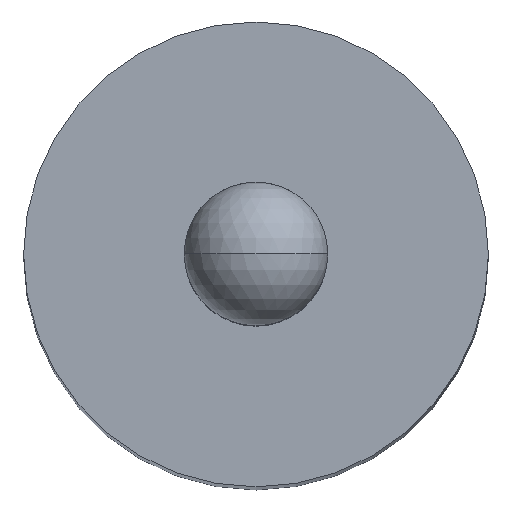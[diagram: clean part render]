
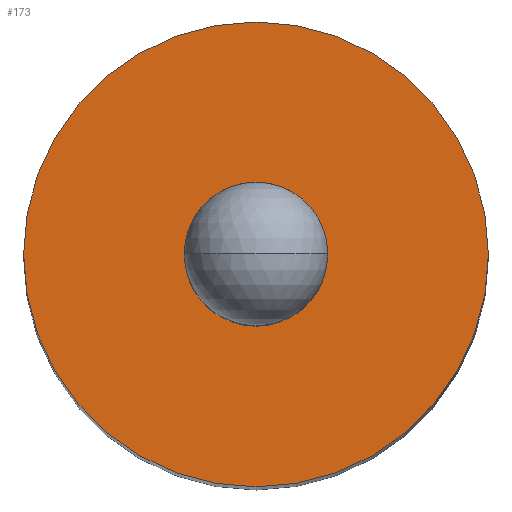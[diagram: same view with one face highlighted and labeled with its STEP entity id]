
A CAD part, top view. The second image highlights one B-rep face of the part: STEP entity #173.
In plain terms, the highlighted planar face has unit normal (0, 0, 1).
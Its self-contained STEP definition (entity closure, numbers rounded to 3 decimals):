
#22 = EDGE_CURVE ( 'NONE', #410, #189, #111, .T. ) ;
#40 = EDGE_CURVE ( 'NONE', #294, #106, #210, .T. ) ;
#62 = AXIS2_PLACEMENT_3D ( 'NONE', #387, #346, #421 ) ;
#66 = EDGE_LOOP ( 'NONE', ( #372, #296 ) ) ;
#84 = DIRECTION ( 'NONE',  ( 0., 0., -1. ) ) ;
#101 = EDGE_CURVE ( 'NONE', #106, #294, #297, .T. ) ;
#106 = VERTEX_POINT ( 'NONE', #308 ) ;
#111 = CIRCLE ( 'NONE', #134, 0.19 ) ;
#123 = FACE_BOUND ( 'NONE', #211, .T. ) ;
#134 = AXIS2_PLACEMENT_3D ( 'NONE', #217, #218, #373 ) ;
#160 = CARTESIAN_POINT ( 'NONE',  ( 0.19, 0., -0.97 ) ) ;
#173 = ADVANCED_FACE ( 'NONE', ( #123, #272 ), #392, .F. ) ;
#176 = ORIENTED_EDGE ( 'NONE', *, *, #314, .T. ) ;
#180 = DIRECTION ( 'NONE',  ( -1., 0., 0. ) ) ;
#186 = DIRECTION ( 'NONE',  ( 0., 0., -1. ) ) ;
#189 = VERTEX_POINT ( 'NONE', #279 ) ;
#197 = DIRECTION ( 'NONE',  ( -1., 0., 0. ) ) ;
#203 = CARTESIAN_POINT ( 'NONE',  ( 0., 0., -0.97 ) ) ;
#210 = CIRCLE ( 'NONE', #304, 0.615 ) ;
#211 = EDGE_LOOP ( 'NONE', ( #176, #394 ) ) ;
#217 = CARTESIAN_POINT ( 'NONE',  ( 0., 0., -0.97 ) ) ;
#218 = DIRECTION ( 'NONE',  ( 0., 0., -1. ) ) ;
#272 = FACE_OUTER_BOUND ( 'NONE', #66, .T. ) ;
#276 = CARTESIAN_POINT ( 'NONE',  ( -0.615, 0., -0.97 ) ) ;
#277 = CARTESIAN_POINT ( 'NONE',  ( 0., 0., -0.97 ) ) ;
#279 = CARTESIAN_POINT ( 'NONE',  ( -0.19, 0., -0.97 ) ) ;
#294 = VERTEX_POINT ( 'NONE', #276 ) ;
#296 = ORIENTED_EDGE ( 'NONE', *, *, #101, .F. ) ;
#297 = CIRCLE ( 'NONE', #386, 0.615 ) ;
#304 = AXIS2_PLACEMENT_3D ( 'NONE', #371, #186, #180 ) ;
#308 = CARTESIAN_POINT ( 'NONE',  ( 0.615, 0., -0.97 ) ) ;
#314 = EDGE_CURVE ( 'NONE', #189, #410, #333, .T. ) ;
#333 = CIRCLE ( 'NONE', #62, 0.19 ) ;
#337 = AXIS2_PLACEMENT_3D ( 'NONE', #203, #356, #419 ) ;
#346 = DIRECTION ( 'NONE',  ( 0., 0., -1. ) ) ;
#356 = DIRECTION ( 'NONE',  ( 0., 0., -1. ) ) ;
#371 = CARTESIAN_POINT ( 'NONE',  ( 0., 0., -0.97 ) ) ;
#372 = ORIENTED_EDGE ( 'NONE', *, *, #40, .F. ) ;
#373 = DIRECTION ( 'NONE',  ( -1., 0., 0. ) ) ;
#386 = AXIS2_PLACEMENT_3D ( 'NONE', #277, #84, #197 ) ;
#387 = CARTESIAN_POINT ( 'NONE',  ( 0., 0., -0.97 ) ) ;
#392 = PLANE ( 'NONE',  #337 ) ;
#394 = ORIENTED_EDGE ( 'NONE', *, *, #22, .T. ) ;
#410 = VERTEX_POINT ( 'NONE', #160 ) ;
#419 = DIRECTION ( 'NONE',  ( -1., 0., 0. ) ) ;
#421 = DIRECTION ( 'NONE',  ( -1., 0., 0. ) ) ;
